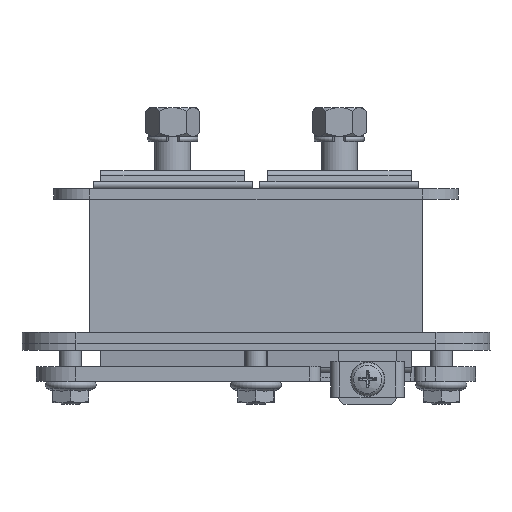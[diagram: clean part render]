
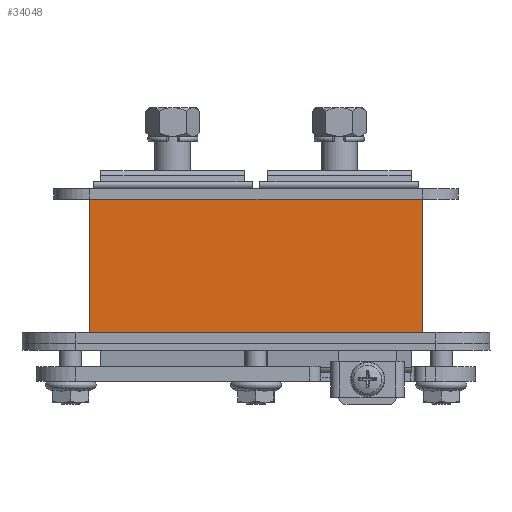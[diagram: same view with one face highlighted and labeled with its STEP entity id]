
A CAD part, front view. The second image highlights one B-rep face of the part: STEP entity #34048.
In plain terms, the highlighted planar face has unit normal (0, -1, 0).
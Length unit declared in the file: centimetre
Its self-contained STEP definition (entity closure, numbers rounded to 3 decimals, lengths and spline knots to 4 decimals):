
#2841=FACE_OUTER_BOUND('',#5012,.T.);
#5012=EDGE_LOOP('',(#28496,#28497,#28498,#28499));
#9228=LINE('',#58441,#11689);
#9331=LINE('',#58986,#11792);
#9332=LINE('',#58987,#11793);
#9333=LINE('',#58988,#11794);
#11689=VECTOR('',#47729,1.);
#11792=VECTOR('',#48138,1.);
#11793=VECTOR('',#48139,1.);
#11794=VECTOR('',#48140,1.);
#14410=VERTEX_POINT('',#58437);
#14412=VERTEX_POINT('',#58440);
#14500=VERTEX_POINT('',#58984);
#14501=VERTEX_POINT('',#58985);
#19005=EDGE_CURVE('',#14412,#14410,#9228,.T.);
#19178=EDGE_CURVE('',#14500,#14501,#9331,.T.);
#19179=EDGE_CURVE('',#14500,#14412,#9332,.T.);
#19180=EDGE_CURVE('',#14501,#14410,#9333,.T.);
#28496=ORIENTED_EDGE('',*,*,#19178,.F.);
#28497=ORIENTED_EDGE('',*,*,#19179,.T.);
#28498=ORIENTED_EDGE('',*,*,#19005,.T.);
#28499=ORIENTED_EDGE('',*,*,#19180,.F.);
#30422=PLANE('',#37953);
#34048=ADVANCED_FACE('',(#2841),#30422,.T.);
#37953=AXIS2_PLACEMENT_3D('',#58983,#48136,#48137);
#47729=DIRECTION('',(-1.,0.,0.));
#48136=DIRECTION('center_axis',(0.,-1.,0.));
#48137=DIRECTION('ref_axis',(0.,0.,
-1.));
#48138=DIRECTION('',(-1.,0.,0.));
#48139=DIRECTION('',(0.,0.,1.));
#48140=DIRECTION('',(0.,0.,1.));
#58437=CARTESIAN_POINT('',(-4.62,-10.,0.));
#58440=CARTESIAN_POINT('',(4.62,-10.,0.));
#58441=CARTESIAN_POINT('',(-4.62,-10.,0.));
#58983=CARTESIAN_POINT('Origin',(4.62,-10.,-4.));
#58984=CARTESIAN_POINT('',(4.62,-10.,-3.7));
#58985=CARTESIAN_POINT('',(-4.62,-10.,-3.7));
#58986=CARTESIAN_POINT('',(2.31,-10.,-3.7));
#58987=CARTESIAN_POINT('',(4.62,-10.,-4.));
#58988=CARTESIAN_POINT('',(-4.62,-10.,-4.));
